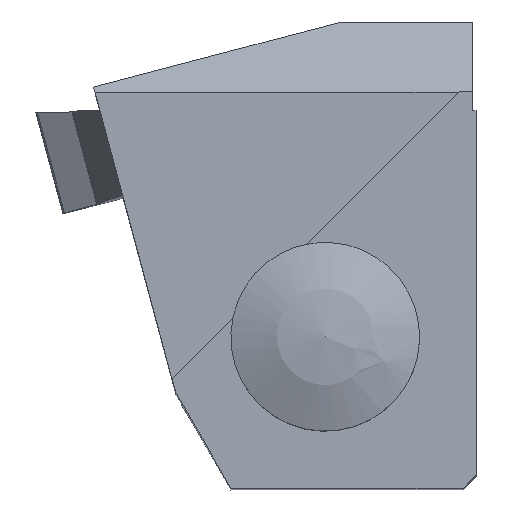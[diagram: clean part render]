
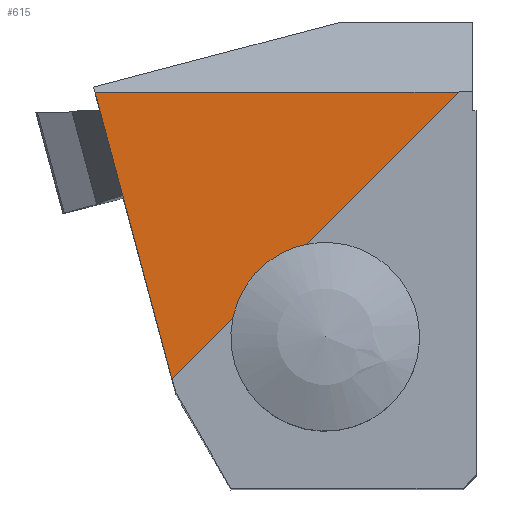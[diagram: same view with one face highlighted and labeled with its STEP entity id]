
A CAD part, top view. The second image highlights one B-rep face of the part: STEP entity #615.
In plain terms, the highlighted planar face has unit normal (0, 0, 1).
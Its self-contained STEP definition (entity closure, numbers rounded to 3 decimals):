
#421=FACE_OUTER_BOUND('',#1050,.T.);
#615=ADVANCED_FACE('',(#421),#824,.T.);
#824=PLANE('',#3721);
#1050=EDGE_LOOP('',(#1307,#1308,#1309));
#1307=ORIENTED_EDGE('',*,*,#2661,.T.);
#1308=ORIENTED_EDGE('',*,*,#2662,.T.);
#1309=ORIENTED_EDGE('',*,*,#2663,.F.);
#2328=VERTEX_POINT('',#5019);
#2329=VERTEX_POINT('',#5020);
#2330=VERTEX_POINT('',#5022);
#2661=EDGE_CURVE('',#2328,#2329,#3178,.T.);
#2662=EDGE_CURVE('',#2329,#2330,#3179,.T.);
#2663=EDGE_CURVE('',#2328,#2330,#3180,.T.);
#3178=LINE('',#5018,#3415);
#3179=LINE('',#5021,#3416);
#3180=LINE('',#5023,#3417);
#3415=VECTOR('',#4093,1.);
#3416=VECTOR('',#4094,1.);
#3417=VECTOR('',#4095,1.);
#3721=AXIS2_PLACEMENT_3D('',#5024,#4096,#4097);
#4093=DIRECTION('',(0.707,0.707,0.));
#4094=DIRECTION('',(-1.,0.,0.));
#4095=DIRECTION('',(-0.259,0.966,0.));
#4096=DIRECTION('',(0.,0.,1.));
#4097=DIRECTION('',(1.,0.,0.));
#5018=CARTESIAN_POINT('',(13.435,35.355,-40.6));
#5019=CARTESIAN_POINT('',(-16.115,5.805,-40.6));
#5020=CARTESIAN_POINT('',(-0.907,21.013,-40.6));
#5021=CARTESIAN_POINT('',(-21.92,21.013,-40.6));
#5022=CARTESIAN_POINT('',(-20.19,21.013,-40.6));
#5023=CARTESIAN_POINT('',(-32.731,67.814,-40.6));
#5024=CARTESIAN_POINT('',(-21.92,70.711,-40.6));
